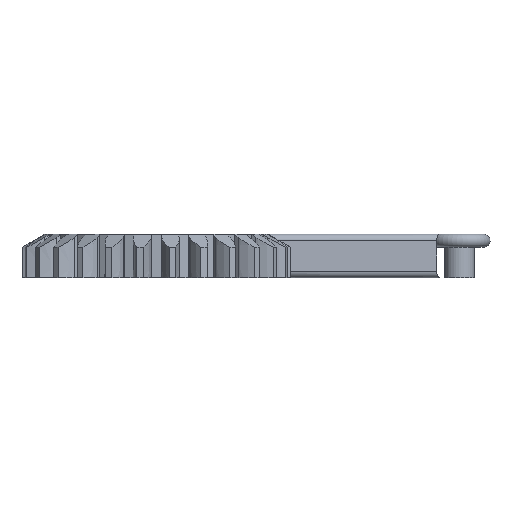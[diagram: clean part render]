
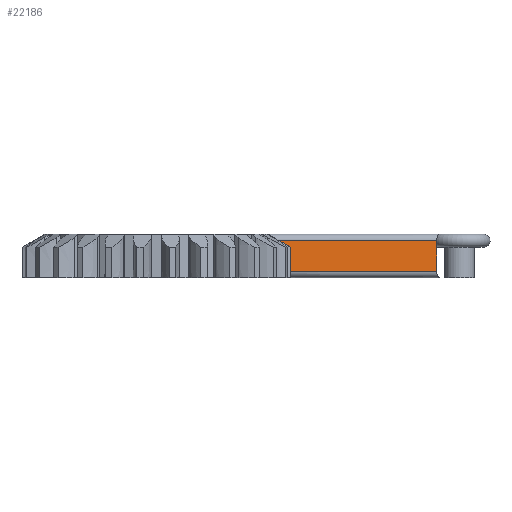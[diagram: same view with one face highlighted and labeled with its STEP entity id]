
A CAD part, front view. The second image highlights one B-rep face of the part: STEP entity #22186.
In plain terms, the highlighted planar face has unit normal (0.122, -0.993, 0).
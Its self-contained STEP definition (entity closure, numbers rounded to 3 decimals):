
#89 = SURFACE_OF_LINEAR_EXTRUSION('',#90,#93);
#90 = B_SPLINE_CURVE_WITH_KNOTS('',1,(#91,#92),.UNSPECIFIED.,.F.,.F.,(2,
    2),(0.,0.796),.PIECEWISE_BEZIER_KNOTS.);
#91 = CARTESIAN_POINT('',(15.395,-0.398,0.));
#92 = CARTESIAN_POINT('',(15.395,0.398,0.));
#93 = VECTOR('',#94,1.);
#94 = DIRECTION('',(-0.,-0.,-1.));
#184 = CYLINDRICAL_SURFACE('',#185,0.75);
#185 = AXIS2_PLACEMENT_3D('',#186,#187,#188);
#186 = CARTESIAN_POINT('',(32.041,2.675,0.75));
#187 = DIRECTION('',(-0.993,-0.122,0.));
#188 = DIRECTION('',(0.122,-0.993,0.));
#5405 = EDGE_CURVE('',#5406,#5408,#5410,.T.);
#5406 = VERTEX_POINT('',#5407);
#5407 = CARTESIAN_POINT('',(32.132,1.93,0.75));
#5408 = VERTEX_POINT('',#5409);
#5409 = CARTESIAN_POINT('',(15.395,-0.125,0.75));
#5410 = SURFACE_CURVE('',#5411,(#5415,#5422),.PCURVE_S1.);
#5411 = LINE('',#5412,#5413);
#5412 = CARTESIAN_POINT('',(32.132,1.93,0.75));
#5413 = VECTOR('',#5414,1.);
#5414 = DIRECTION('',(-0.993,-0.122,0.));
#5415 = PCURVE('',#184,#5416);
#5416 = DEFINITIONAL_REPRESENTATION('',(#5417),#5421);
#5417 = LINE('',#5418,#5419);
#5418 = CARTESIAN_POINT('',(-0.,0.));
#5419 = VECTOR('',#5420,1.);
#5420 = DIRECTION('',(-0.,1.));
#5421 = ( GEOMETRIC_REPRESENTATION_CONTEXT(2) 
PARAMETRIC_REPRESENTATION_CONTEXT() REPRESENTATION_CONTEXT('2D SPACE',''
  ) );
#5422 = PCURVE('',#5423,#5428);
#5423 = PLANE('',#5424);
#5424 = AXIS2_PLACEMENT_3D('',#5425,#5426,#5427);
#5425 = CARTESIAN_POINT('',(32.132,1.93,0.));
#5426 = DIRECTION('',(0.122,-0.993,0.));
#5427 = DIRECTION('',(-0.993,-0.122,0.));
#5428 = DEFINITIONAL_REPRESENTATION('',(#5429),#5433);
#5429 = LINE('',#5430,#5431);
#5430 = CARTESIAN_POINT('',(0.,-0.75));
#5431 = VECTOR('',#5432,1.);
#5432 = DIRECTION('',(1.,0.));
#5433 = ( GEOMETRIC_REPRESENTATION_CONTEXT(2) 
PARAMETRIC_REPRESENTATION_CONTEXT() REPRESENTATION_CONTEXT('2D SPACE',''
  ) );
#5576 = VERTEX_POINT('',#5577);
#5577 = CARTESIAN_POINT('',(15.395,-0.125,
    3.502));
#5595 = CONICAL_SURFACE('',#5596,12.8,1.047);
#5596 = AXIS2_PLACEMENT_3D('',#5597,#5598,#5599);
#5597 = CARTESIAN_POINT('',(0.,0.,5.));
#5598 = DIRECTION('',(-0.,0.,-1.));
#5599 = DIRECTION('',(1.,0.,0.));
#5609 = EDGE_CURVE('',#5576,#5408,#5610,.T.);
#5610 = SURFACE_CURVE('',#5611,(#5614,#5620),.PCURVE_S1.);
#5611 = B_SPLINE_CURVE_WITH_KNOTS('',1,(#5612,#5613),.UNSPECIFIED.,.F.,
  .F.,(2,2),(0.,1.),.PIECEWISE_BEZIER_KNOTS.);
#5612 = CARTESIAN_POINT('',(15.395,-0.125,
    3.502));
#5613 = CARTESIAN_POINT('',(15.395,-0.125,0.75));
#5614 = PCURVE('',#89,#5615);
#5615 = DEFINITIONAL_REPRESENTATION('',(#5616),#5619);
#5616 = B_SPLINE_CURVE_WITH_KNOTS('',1,(#5617,#5618),.UNSPECIFIED.,.F.,
  .F.,(2,2),(0.,1.),.PIECEWISE_BEZIER_KNOTS.);
#5617 = CARTESIAN_POINT('',(0.273,-3.502));
#5618 = CARTESIAN_POINT('',(0.273,-0.75));
#5619 = ( GEOMETRIC_REPRESENTATION_CONTEXT(2) 
PARAMETRIC_REPRESENTATION_CONTEXT() REPRESENTATION_CONTEXT('2D SPACE',''
  ) );
#5620 = PCURVE('',#5423,#5621);
#5621 = DEFINITIONAL_REPRESENTATION('',(#5622),#5625);
#5622 = B_SPLINE_CURVE_WITH_KNOTS('',1,(#5623,#5624),.UNSPECIFIED.,.F.,
  .F.,(2,2),(0.,1.),.PIECEWISE_BEZIER_KNOTS.);
#5623 = CARTESIAN_POINT('',(16.863,-3.502));
#5624 = CARTESIAN_POINT('',(16.863,-0.75));
#5625 = ( GEOMETRIC_REPRESENTATION_CONTEXT(2) 
PARAMETRIC_REPRESENTATION_CONTEXT() REPRESENTATION_CONTEXT('2D SPACE',''
  ) );
#6658 = CYLINDRICAL_SURFACE('',#6659,3.5);
#6659 = AXIS2_PLACEMENT_3D('',#6660,#6661,#6662);
#6660 = CARTESIAN_POINT('',(34.739,4.265,0.));
#6661 = DIRECTION('',(-0.,0.,-1.));
#6662 = DIRECTION('',(0.122,-0.993,0.));
#22186 = ADVANCED_FACE('',(#22187),#5423,.T.);
#22187 = FACE_BOUND('',#22188,.T.);
#22188 = EDGE_LOOP('',(#22189,#22190,#22213,#22241,#22266));
#22189 = ORIENTED_EDGE('',*,*,#5405,.F.);
#22190 = ORIENTED_EDGE('',*,*,#22191,.T.);
#22191 = EDGE_CURVE('',#5406,#22192,#22194,.T.);
#22192 = VERTEX_POINT('',#22193);
#22193 = CARTESIAN_POINT('',(32.132,1.93,4.25));
#22194 = SURFACE_CURVE('',#22195,(#22199,#22206),.PCURVE_S1.);
#22195 = LINE('',#22196,#22197);
#22196 = CARTESIAN_POINT('',(32.132,1.93,0.));
#22197 = VECTOR('',#22198,1.);
#22198 = DIRECTION('',(0.,0.,1.));
#22199 = PCURVE('',#5423,#22200);
#22200 = DEFINITIONAL_REPRESENTATION('',(#22201),#22205);
#22201 = LINE('',#22202,#22203);
#22202 = CARTESIAN_POINT('',(0.,0.));
#22203 = VECTOR('',#22204,1.);
#22204 = DIRECTION('',(0.,-1.));
#22205 = ( GEOMETRIC_REPRESENTATION_CONTEXT(2) 
PARAMETRIC_REPRESENTATION_CONTEXT() REPRESENTATION_CONTEXT('2D SPACE',''
  ) );
#22206 = PCURVE('',#6658,#22207);
#22207 = DEFINITIONAL_REPRESENTATION('',(#22208),#22212);
#22208 = LINE('',#22209,#22210);
#22209 = CARTESIAN_POINT('',(-5.321,0.));
#22210 = VECTOR('',#22211,1.);
#22211 = DIRECTION('',(-0.,-1.));
#22212 = ( GEOMETRIC_REPRESENTATION_CONTEXT(2) 
PARAMETRIC_REPRESENTATION_CONTEXT() REPRESENTATION_CONTEXT('2D SPACE',''
  ) );
#22213 = ORIENTED_EDGE('',*,*,#22214,.T.);
#22214 = EDGE_CURVE('',#22192,#22215,#22217,.T.);
#22215 = VERTEX_POINT('',#22216);
#22216 = CARTESIAN_POINT('',(14.096,-0.284,4.25));
#22217 = SURFACE_CURVE('',#22218,(#22222,#22229),.PCURVE_S1.);
#22218 = LINE('',#22219,#22220);
#22219 = CARTESIAN_POINT('',(32.132,1.93,4.25));
#22220 = VECTOR('',#22221,1.);
#22221 = DIRECTION('',(-0.993,-0.122,0.));
#22222 = PCURVE('',#5423,#22223);
#22223 = DEFINITIONAL_REPRESENTATION('',(#22224),#22228);
#22224 = LINE('',#22225,#22226);
#22225 = CARTESIAN_POINT('',(0.,-4.25));
#22226 = VECTOR('',#22227,1.);
#22227 = DIRECTION('',(1.,0.));
#22228 = ( GEOMETRIC_REPRESENTATION_CONTEXT(2) 
PARAMETRIC_REPRESENTATION_CONTEXT() REPRESENTATION_CONTEXT('2D SPACE',''
  ) );
#22229 = PCURVE('',#22230,#22235);
#22230 = CYLINDRICAL_SURFACE('',#22231,0.75);
#22231 = AXIS2_PLACEMENT_3D('',#22232,#22233,#22234);
#22232 = CARTESIAN_POINT('',(32.041,2.675,4.25));
#22233 = DIRECTION('',(-0.993,-0.122,0.));
#22234 = DIRECTION('',(0.122,-0.993,0.));
#22235 = DEFINITIONAL_REPRESENTATION('',(#22236),#22240);
#22236 = LINE('',#22237,#22238);
#22237 = CARTESIAN_POINT('',(0.,0.));
#22238 = VECTOR('',#22239,1.);
#22239 = DIRECTION('',(0.,1.));
#22240 = ( GEOMETRIC_REPRESENTATION_CONTEXT(2) 
PARAMETRIC_REPRESENTATION_CONTEXT() REPRESENTATION_CONTEXT('2D SPACE',''
  ) );
#22241 = ORIENTED_EDGE('',*,*,#22242,.T.);
#22242 = EDGE_CURVE('',#22215,#5576,#22243,.T.);
#22243 = SURFACE_CURVE('',#22244,(#22249,#22256),.PCURVE_S1.);
#22244 = HYPERBOLA('',#22245,1.155,2.);
#22245 = AXIS2_PLACEMENT_3D('',#22246,#22247,#22248);
#22246 = CARTESIAN_POINT('',(0.244,-1.985,
    12.39));
#22247 = DIRECTION('',(0.122,-0.993,0.));
#22248 = DIRECTION('',(0.,0.,-1.));
#22249 = PCURVE('',#5423,#22250);
#22250 = DEFINITIONAL_REPRESENTATION('',(#22251),#22255);
#22251 = HYPERBOLA('',#22252,1.155,2.);
#22252 = AXIS2_PLACEMENT_2D('',#22253,#22254);
#22253 = CARTESIAN_POINT('',(32.128,-12.39));
#22254 = DIRECTION('',(0.,1.));
#22255 = ( GEOMETRIC_REPRESENTATION_CONTEXT(2) 
PARAMETRIC_REPRESENTATION_CONTEXT() REPRESENTATION_CONTEXT('2D SPACE',''
  ) );
#22256 = PCURVE('',#5595,#22257);
#22257 = DEFINITIONAL_REPRESENTATION('',(#22258),#22265);
#22258 = B_SPLINE_CURVE_WITH_KNOTS('',5,(#22259,#22260,#22261,#22262,
    #22263,#22264),.UNSPECIFIED.,.F.,.F.,(6,6),(2.597,
    2.73),.PIECEWISE_BEZIER_KNOTS.);
#22259 = CARTESIAN_POINT('',(-6.257,0.4));
#22260 = CARTESIAN_POINT('',(-6.261,0.606));
#22261 = CARTESIAN_POINT('',(-6.264,0.818));
#22262 = CARTESIAN_POINT('',(-6.268,1.038));
#22263 = CARTESIAN_POINT('',(-6.272,1.266));
#22264 = CARTESIAN_POINT('',(-6.275,1.501));
#22265 = ( GEOMETRIC_REPRESENTATION_CONTEXT(2) 
PARAMETRIC_REPRESENTATION_CONTEXT() REPRESENTATION_CONTEXT('2D SPACE',''
  ) );
#22266 = ORIENTED_EDGE('',*,*,#5609,.T.);
